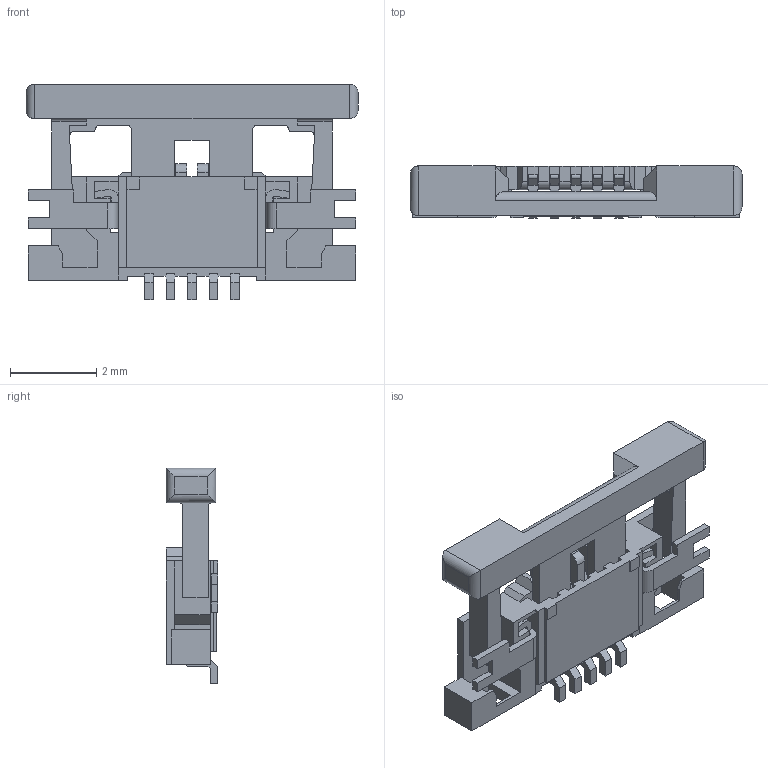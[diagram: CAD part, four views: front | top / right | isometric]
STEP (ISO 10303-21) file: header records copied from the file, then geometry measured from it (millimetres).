
FILE_DESCRIPTION((''),'2;1');
FILE_NAME('545500571','2018-08-29T',('gga'),(''),'PRO/ENGINEER BY PARAMETRIC TECHNOLOGY CORPORATION, 2016010','PRO/ENGINEER BY PARAMETRIC TECHNOLOGY CORPORATION, 2016010','');
FILE_SCHEMA(('CONFIG_CONTROL_DESIGN'));
Length unit declared in the file: millimetre
Products named in the file (1): 545500571
Bounding box: 7.7 x 1.2 x 5 mm (x, y, z)
Volume: 19.5 mm3; surface area: 158.4 mm2
Topology: 1 solids, 1 shells, 373 faces, 1190 edges, 794 vertices
Faces by surface type: plane 330, cylinder 43
Entity records: 13036 total; most frequent: CARTESIAN_POINT 2426, ORIENTED_EDGE 2324, DIRECTION 1992, EDGE_CURVE 1162, VECTOR 1112, LINE 1112, VERTEX_POINT 766, AXIS2_PLACEMENT_3D 440
